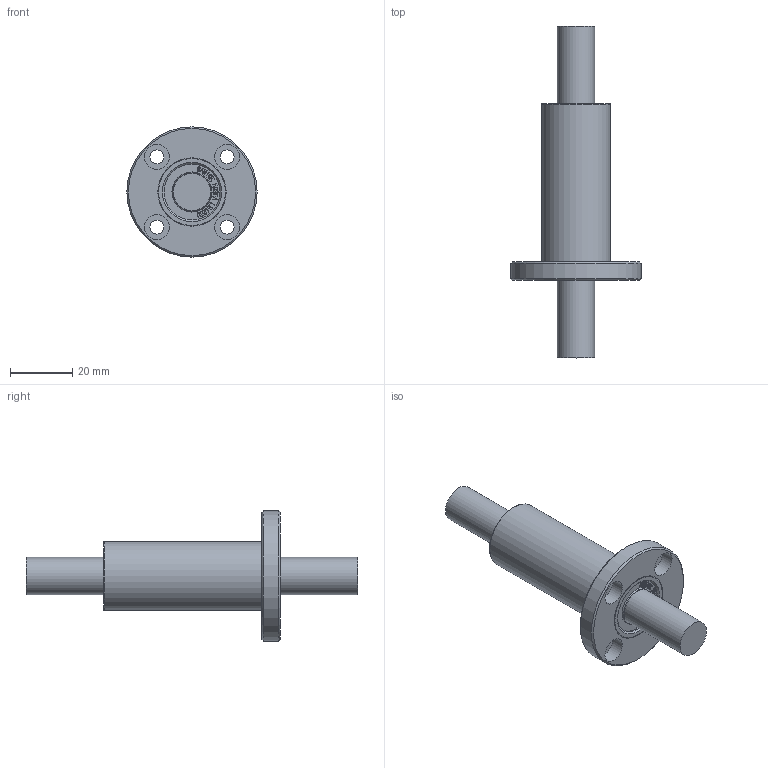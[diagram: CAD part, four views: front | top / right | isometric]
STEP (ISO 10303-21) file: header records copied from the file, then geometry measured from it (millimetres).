
FILE_DESCRIPTION((''),'2;1');
FILE_NAME('LMEF12UU.stp','2013-02-05T19:20:47',('user2'),(''),'Autodesk Inventor 2012','Autodesk Inventor 2012','');
FILE_SCHEMA(('AUTOMOTIVE_DESIGN { 1 0 10303 214 1 1 1 1 }'));
Length unit declared in the file: millimetre
Products named in the file (1): LMEF12UU
Bounding box: 42 x 107 x 42 mm (x, y, z)
Volume: 32052.8 mm3; surface area: 9485.5 mm2
Topology: 1 solids, 1 shells, 835 faces, 2333 edges, 1554 vertices
Faces by surface type: bspline 580, plane 232, cylinder 15, cone 6, torus 2
Full cylindrical faces by diameter (mm): 4.5 x4, 8 x4, 12 x2, 18 x2, 22 x2, 42 x1
Entity records: 28141 total; most frequent: CARTESIAN_POINT 9916, ORIENTED_EDGE 4616, EDGE_CURVE 2308, DIRECTION 1700, VERTEX_POINT 1552, QUASI_UNIFORM_CURVE 1160, VECTOR 1108, LINE 1108
